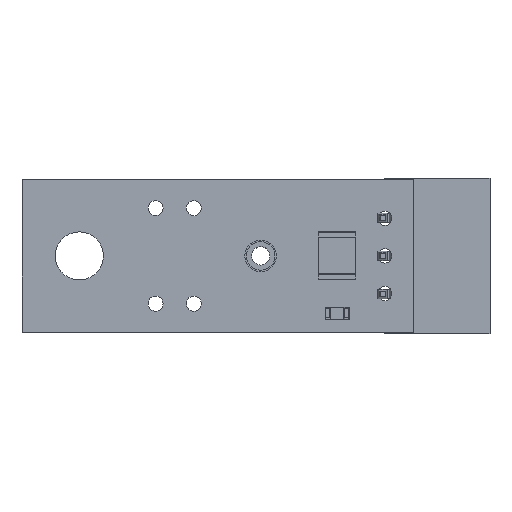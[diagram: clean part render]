
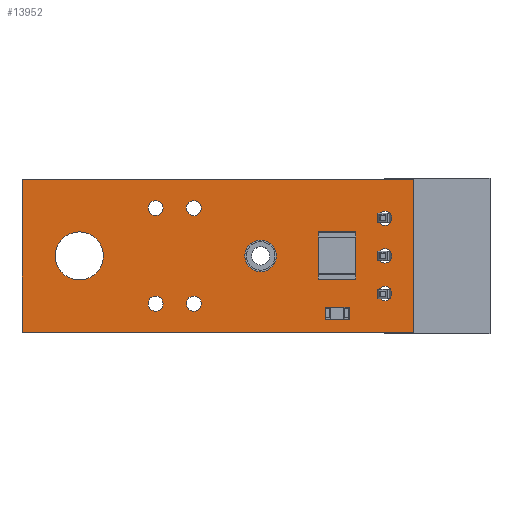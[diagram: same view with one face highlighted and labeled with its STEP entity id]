
A CAD part, top view. The second image highlights one B-rep face of the part: STEP entity #13952.
In plain terms, the highlighted planar face has unit normal (0, 0, 1).
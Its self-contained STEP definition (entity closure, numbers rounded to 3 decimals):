
#13741 = VERTEX_POINT('',#13742);
#13742 = CARTESIAN_POINT('',(13.018,-5.08,0.8));
#13748 = EDGE_CURVE('',#13741,#13749,#13751,.T.);
#13749 = VERTEX_POINT('',#13750);
#13750 = CARTESIAN_POINT('',(-13.018,-5.08,0.8));
#13751 = LINE('',#13752,#13753);
#13752 = CARTESIAN_POINT('',(13.018,-5.08,0.8));
#13753 = VECTOR('',#13754,1.);
#13754 = DIRECTION('',(-1.,0.,0.));
#13781 = VERTEX_POINT('',#13782);
#13782 = CARTESIAN_POINT('',(13.018,5.08,0.8));
#13788 = EDGE_CURVE('',#13781,#13741,#13789,.T.);
#13789 = LINE('',#13790,#13791);
#13790 = CARTESIAN_POINT('',(13.018,5.08,0.8));
#13791 = VECTOR('',#13792,1.);
#13792 = DIRECTION('',(0.,-1.,0.));
#13810 = EDGE_CURVE('',#13749,#13811,#13813,.T.);
#13811 = VERTEX_POINT('',#13812);
#13812 = CARTESIAN_POINT('',(-13.018,5.08,0.8));
#13813 = LINE('',#13814,#13815);
#13814 = CARTESIAN_POINT('',(-13.018,-5.08,0.8));
#13815 = VECTOR('',#13816,1.);
#13816 = DIRECTION('',(0.,1.,0.));
#13952 = ADVANCED_FACE('',(#13953,#13964,#13975,#13986,#13997,#14008,
    #14019,#14030,#14041,#14052),#14063,.T.);
#13953 = FACE_BOUND('',#13954,.T.);
#13954 = EDGE_LOOP('',(#13955,#13956,#13957,#13963));
#13955 = ORIENTED_EDGE('',*,*,#13748,.F.);
#13956 = ORIENTED_EDGE('',*,*,#13788,.F.);
#13957 = ORIENTED_EDGE('',*,*,#13958,.F.);
#13958 = EDGE_CURVE('',#13811,#13781,#13959,.T.);
#13959 = LINE('',#13960,#13961);
#13960 = CARTESIAN_POINT('',(-13.018,5.08,0.8));
#13961 = VECTOR('',#13962,1.);
#13962 = DIRECTION('',(1.,0.,0.));
#13963 = ORIENTED_EDGE('',*,*,#13810,.F.);
#13964 = FACE_BOUND('',#13965,.T.);
#13965 = EDGE_LOOP('',(#13966));
#13966 = ORIENTED_EDGE('',*,*,#13967,.T.);
#13967 = EDGE_CURVE('',#13968,#13968,#13970,.T.);
#13968 = VERTEX_POINT('',#13969);
#13969 = CARTESIAN_POINT('',(-4.133,-3.675,0.8));
#13970 = CIRCLE('',#13971,0.5);
#13971 = AXIS2_PLACEMENT_3D('',#13972,#13973,#13974);
#13972 = CARTESIAN_POINT('',(-4.133,-3.175,0.8));
#13973 = DIRECTION('',(-0.,0.,-1.));
#13974 = DIRECTION('',(-0.,-1.,0.));
#13975 = FACE_BOUND('',#13976,.T.);
#13976 = EDGE_LOOP('',(#13977));
#13977 = ORIENTED_EDGE('',*,*,#13978,.T.);
#13978 = EDGE_CURVE('',#13979,#13979,#13981,.T.);
#13979 = VERTEX_POINT('',#13980);
#13980 = CARTESIAN_POINT('',(-1.593,-3.675,0.8));
#13981 = CIRCLE('',#13982,0.5);
#13982 = AXIS2_PLACEMENT_3D('',#13983,#13984,#13985);
#13983 = CARTESIAN_POINT('',(-1.593,-3.175,0.8));
#13984 = DIRECTION('',(-0.,0.,-1.));
#13985 = DIRECTION('',(0.,-1.,0.));
#13986 = FACE_BOUND('',#13987,.T.);
#13987 = EDGE_LOOP('',(#13988));
#13988 = ORIENTED_EDGE('',*,*,#13989,.T.);
#13989 = EDGE_CURVE('',#13990,#13990,#13992,.T.);
#13990 = VERTEX_POINT('',#13991);
#13991 = CARTESIAN_POINT('',(11.113,-2.975,0.8));
#13992 = CIRCLE('',#13993,0.475);
#13993 = AXIS2_PLACEMENT_3D('',#13994,#13995,#13996);
#13994 = CARTESIAN_POINT('',(11.113,-2.5,0.8));
#13995 = DIRECTION('',(-0.,0.,-1.));
#13996 = DIRECTION('',(-0.,-1.,0.));
#13997 = FACE_BOUND('',#13998,.T.);
#13998 = EDGE_LOOP('',(#13999));
#13999 = ORIENTED_EDGE('',*,*,#14000,.T.);
#14000 = EDGE_CURVE('',#14001,#14001,#14003,.T.);
#14001 = VERTEX_POINT('',#14002);
#14002 = CARTESIAN_POINT('',(-9.208,-1.6,0.8));
#14003 = CIRCLE('',#14004,1.6);
#14004 = AXIS2_PLACEMENT_3D('',#14005,#14006,#14007);
#14005 = CARTESIAN_POINT('',(-9.208,0.,0.8));
#14006 = DIRECTION('',(-0.,0.,-1.));
#14007 = DIRECTION('',(-0.,-1.,0.));
#14008 = FACE_BOUND('',#14009,.T.);
#14009 = EDGE_LOOP('',(#14010));
#14010 = ORIENTED_EDGE('',*,*,#14011,.T.);
#14011 = EDGE_CURVE('',#14012,#14012,#14014,.T.);
#14012 = VERTEX_POINT('',#14013);
#14013 = CARTESIAN_POINT('',(-4.133,2.675,0.8));
#14014 = CIRCLE('',#14015,0.5);
#14015 = AXIS2_PLACEMENT_3D('',#14016,#14017,#14018);
#14016 = CARTESIAN_POINT('',(-4.133,3.175,0.8));
#14017 = DIRECTION('',(-0.,0.,-1.));
#14018 = DIRECTION('',(-0.,-1.,0.));
#14019 = FACE_BOUND('',#14020,.T.);
#14020 = EDGE_LOOP('',(#14021));
#14021 = ORIENTED_EDGE('',*,*,#14022,.T.);
#14022 = EDGE_CURVE('',#14023,#14023,#14025,.T.);
#14023 = VERTEX_POINT('',#14024);
#14024 = CARTESIAN_POINT('',(-1.593,2.675,0.8));
#14025 = CIRCLE('',#14026,0.5);
#14026 = AXIS2_PLACEMENT_3D('',#14027,#14028,#14029);
#14027 = CARTESIAN_POINT('',(-1.593,3.175,0.8));
#14028 = DIRECTION('',(-0.,0.,-1.));
#14029 = DIRECTION('',(0.,-1.,0.));
#14030 = FACE_BOUND('',#14031,.T.);
#14031 = EDGE_LOOP('',(#14032));
#14032 = ORIENTED_EDGE('',*,*,#14033,.T.);
#14033 = EDGE_CURVE('',#14034,#14034,#14036,.T.);
#14034 = VERTEX_POINT('',#14035);
#14035 = CARTESIAN_POINT('',(2.858,-1.05,0.8));
#14036 = CIRCLE('',#14037,1.05);
#14037 = AXIS2_PLACEMENT_3D('',#14038,#14039,#14040);
#14038 = CARTESIAN_POINT('',(2.858,0.,0.8));
#14039 = DIRECTION('',(-0.,0.,-1.));
#14040 = DIRECTION('',(-0.,-1.,0.));
#14041 = FACE_BOUND('',#14042,.T.);
#14042 = EDGE_LOOP('',(#14043));
#14043 = ORIENTED_EDGE('',*,*,#14044,.T.);
#14044 = EDGE_CURVE('',#14045,#14045,#14047,.T.);
#14045 = VERTEX_POINT('',#14046);
#14046 = CARTESIAN_POINT('',(11.113,-0.475,0.8));
#14047 = CIRCLE('',#14048,0.475);
#14048 = AXIS2_PLACEMENT_3D('',#14049,#14050,#14051);
#14049 = CARTESIAN_POINT('',(11.113,0.,0.8));
#14050 = DIRECTION('',(-0.,0.,-1.));
#14051 = DIRECTION('',(-0.,-1.,0.));
#14052 = FACE_BOUND('',#14053,.T.);
#14053 = EDGE_LOOP('',(#14054));
#14054 = ORIENTED_EDGE('',*,*,#14055,.T.);
#14055 = EDGE_CURVE('',#14056,#14056,#14058,.T.);
#14056 = VERTEX_POINT('',#14057);
#14057 = CARTESIAN_POINT('',(11.113,2.025,0.8));
#14058 = CIRCLE('',#14059,0.475);
#14059 = AXIS2_PLACEMENT_3D('',#14060,#14061,#14062);
#14060 = CARTESIAN_POINT('',(11.113,2.5,0.8));
#14061 = DIRECTION('',(-0.,0.,-1.));
#14062 = DIRECTION('',(-0.,-1.,0.));
#14063 = PLANE('',#14064);
#14064 = AXIS2_PLACEMENT_3D('',#14065,#14066,#14067);
#14065 = CARTESIAN_POINT('',(0.,0.,0.8));
#14066 = DIRECTION('',(0.,0.,1.));
#14067 = DIRECTION('',(1.,0.,-0.));
